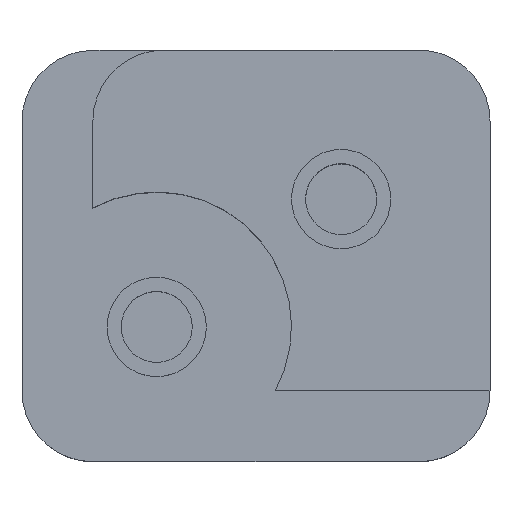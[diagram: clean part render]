
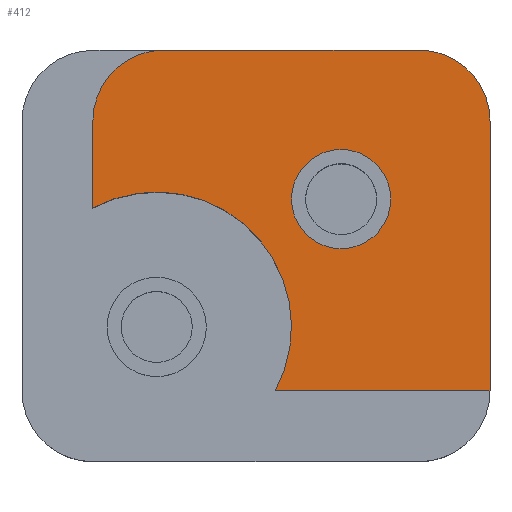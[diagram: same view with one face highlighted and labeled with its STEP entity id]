
A CAD part, top view. The second image highlights one B-rep face of the part: STEP entity #412.
In plain terms, the highlighted planar face has unit normal (0, 0, 1).
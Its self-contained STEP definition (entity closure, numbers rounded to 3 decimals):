
#18=FACE_BOUND('',#78,.T.);
#27=PLANE('',#455);
#47=FACE_OUTER_BOUND('',#77,.T.);
#77=EDGE_LOOP('',(#337,#338,#339,#340,#341,#342,#343));
#78=EDGE_LOOP('',(#344));
#100=LINE('',#632,#132);
#105=LINE('',#648,#137);
#118=LINE('',#690,#150);
#120=LINE('',#697,#152);
#132=VECTOR('',#495,10.);
#137=VECTOR('',#508,10.);
#150=VECTOR('',#551,10.);
#152=VECTOR('',#561,10.);
#160=CIRCLE('',#431,5.);
#173=CIRCLE('',#454,5.);
#174=CIRCLE('',#456,9.5);
#175=CIRCLE('',#457,3.5);
#184=VERTEX_POINT('',#619);
#185=VERTEX_POINT('',#620);
#189=VERTEX_POINT('',#630);
#195=VERTEX_POINT('',#645);
#196=VERTEX_POINT('',#647);
#210=VERTEX_POINT('',#689);
#211=VERTEX_POINT('',#695);
#212=VERTEX_POINT('',#698);
#221=EDGE_CURVE('',#184,#185,#160,.T.);
#227=EDGE_CURVE('',#184,#189,#100,.T.);
#234=EDGE_CURVE('',#196,#195,#105,.T.);
#256=EDGE_CURVE('',#210,#185,#118,.T.);
#258=EDGE_CURVE('',#210,#195,#173,.T.);
#259=EDGE_CURVE('',#189,#211,#174,.T.);
#260=EDGE_CURVE('',#211,#196,#120,.T.);
#261=EDGE_CURVE('',#212,#212,#175,.T.);
#337=ORIENTED_EDGE('',*,*,#221,.F.);
#338=ORIENTED_EDGE('',*,*,#227,.T.);
#339=ORIENTED_EDGE('',*,*,#259,.T.);
#340=ORIENTED_EDGE('',*,*,#260,.T.);
#341=ORIENTED_EDGE('',*,*,#234,.T.);
#342=ORIENTED_EDGE('',*,*,#258,.F.);
#343=ORIENTED_EDGE('',*,*,#256,.T.);
#344=ORIENTED_EDGE('',*,*,#261,.T.);
#412=ADVANCED_FACE('',(#47,#18),#27,.T.);
#431=AXIS2_PLACEMENT_3D('',#621,#485,#486);
#454=AXIS2_PLACEMENT_3D('',#693,#555,#556);
#455=AXIS2_PLACEMENT_3D('',#694,#557,#558);
#456=AXIS2_PLACEMENT_3D('',#696,#559,#560);
#457=AXIS2_PLACEMENT_3D('',#699,#562,#563);
#485=DIRECTION('center_axis',(0.,0.,-1.));
#486=DIRECTION('ref_axis',(-0.707,0.707,0.));
#495=DIRECTION('',(0.,-1.,0.));
#508=DIRECTION('',(0.,1.,0.));
#551=DIRECTION('',(-1.,0.,0.));
#555=DIRECTION('center_axis',(0.,0.,-1.));
#556=DIRECTION('ref_axis',(0.707,0.707,0.));
#557=DIRECTION('center_axis',(0.,0.,1.));
#558=DIRECTION('ref_axis',(1.,0.,0.));
#559=DIRECTION('center_axis',(0.,0.,-1.));
#560=DIRECTION('ref_axis',(1.,0.,0.));
#561=DIRECTION('',(1.,0.,0.));
#562=DIRECTION('center_axis',(0.,0.,-1.));
#563=DIRECTION('ref_axis',(1.,0.,0.));
#619=CARTESIAN_POINT('',(-11.5,9.5,16.));
#620=CARTESIAN_POINT('',(-6.5,14.5,16.));
#621=CARTESIAN_POINT('Origin',(-6.5,9.5,16.));
#630=CARTESIAN_POINT('',(-11.5,3.367,16.));
#632=CARTESIAN_POINT('',(-11.5,1.683,16.));
#645=CARTESIAN_POINT('',(16.5,9.5,16.));
#647=CARTESIAN_POINT('',(16.5,-9.5,16.));
#648=CARTESIAN_POINT('',(16.5,14.5,16.));
#689=CARTESIAN_POINT('',(11.5,14.5,16.));
#690=CARTESIAN_POINT('',(-16.5,14.5,16.));
#693=CARTESIAN_POINT('Origin',(11.5,9.5,16.));
#694=CARTESIAN_POINT('Origin',(0.,0.,
16.));
#695=CARTESIAN_POINT('',(1.367,-9.5,16.));
#696=CARTESIAN_POINT('Origin',(-7.,-5.,16.));
#697=CARTESIAN_POINT('',(8.25,-9.5,16.));
#698=CARTESIAN_POINT('',(2.5,4.,16.));
#699=CARTESIAN_POINT('Origin',(6.,4.,16.));
